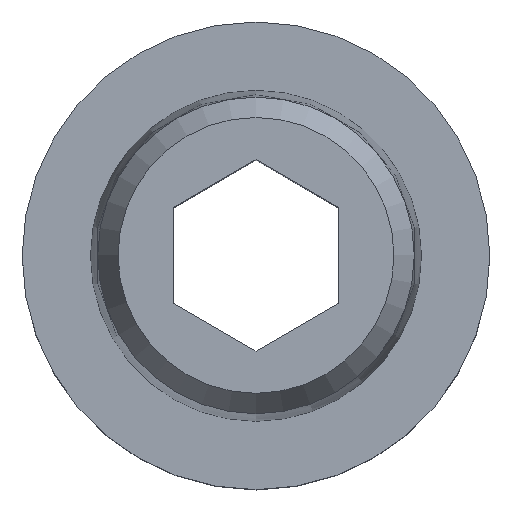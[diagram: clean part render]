
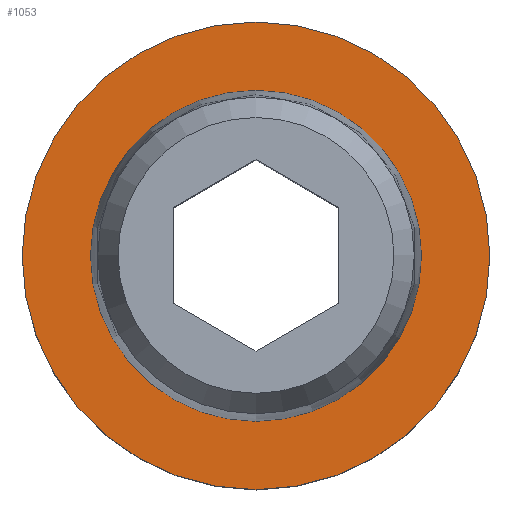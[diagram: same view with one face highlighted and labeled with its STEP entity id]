
A CAD part, top view. The second image highlights one B-rep face of the part: STEP entity #1053.
In plain terms, the highlighted planar face has unit normal (0, 0, 1).
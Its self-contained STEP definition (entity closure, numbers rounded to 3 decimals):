
#52=PLANE('',#1182);
#397=ORIENTED_EDGE('',*,*,#654,.F.);
#398=ORIENTED_EDGE('',*,*,#653,.T.);
#653=EDGE_CURVE('',#774,#774,#841,.T.);
#654=EDGE_CURVE('',#775,#775,#842,.T.);
#774=VERTEX_POINT('',#1815);
#775=VERTEX_POINT('',#1818);
#841=CIRCLE('',#1181,7.05);
#842=CIRCLE('',#1183,4.989);
#893=EDGE_LOOP('',(#397));
#894=EDGE_LOOP('',(#398));
#973=FACE_BOUND('',#893,.T.);
#974=FACE_BOUND('',#894,.T.);
#1053=ADVANCED_FACE('',(#973,#974),#52,.F.);
#1181=AXIS2_PLACEMENT_3D('',#1814,#1443,#1444);
#1182=AXIS2_PLACEMENT_3D('',#1816,#1445,#1446);
#1183=AXIS2_PLACEMENT_3D('',#1817,#1447,#1448);
#1443=DIRECTION('',(0.,0.,1.));
#1444=DIRECTION('',(0.,-1.,0.));
#1445=DIRECTION('',(0.,0.,-1.));
#1446=DIRECTION('',(0.,1.,0.));
#1447=DIRECTION('',(0.,0.,1.));
#1448=DIRECTION('',(0.,-1.,0.));
#1814=CARTESIAN_POINT('',(0.,0.,5.367));
#1815=CARTESIAN_POINT('',(0.,-7.05,5.367));
#1816=CARTESIAN_POINT('',(0.,-7.05,5.367));
#1817=CARTESIAN_POINT('',(0.,0.,5.367));
#1818=CARTESIAN_POINT('',(0.,-4.989,5.367));
